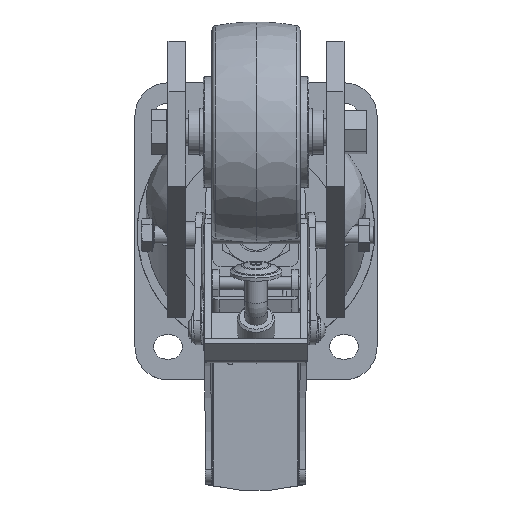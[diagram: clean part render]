
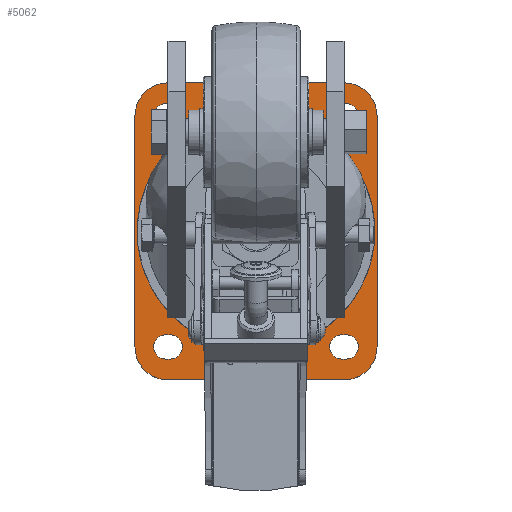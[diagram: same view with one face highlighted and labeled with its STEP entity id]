
A CAD part, top view. The second image highlights one B-rep face of the part: STEP entity #5062.
In plain terms, the highlighted planar face has unit normal (0, 0, 1).
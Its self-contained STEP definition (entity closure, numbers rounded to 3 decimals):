
#2574=LINE('',#34745,#3780);
#2575=LINE('',#34750,#3781);
#2576=LINE('',#34753,#3782);
#2577=LINE('',#34758,#3783);
#2578=LINE('',#34761,#3784);
#2579=LINE('',#34766,#3785);
#2580=LINE('',#34769,#3786);
#2581=LINE('',#34774,#3787);
#2582=LINE('',#34777,#3788);
#2583=LINE('',#34782,#3789);
#2584=LINE('',#34786,#3790);
#2585=LINE('',#34790,#3791);
#3780=VECTOR('',#22737,1.);
#3781=VECTOR('',#22740,1.);
#3782=VECTOR('',#22743,1.);
#3783=VECTOR('',#22746,1.);
#3784=VECTOR('',#22749,1.);
#3785=VECTOR('',#22752,1.);
#3786=VECTOR('',#22755,1.);
#3787=VECTOR('',#22758,1.);
#3788=VECTOR('',#22761,1.);
#3789=VECTOR('',#22764,1.);
#3790=VECTOR('',#22767,1.);
#3791=VECTOR('',#22770,1.);
#5062=ADVANCED_FACE('',(#6974,#6975,#6976,#6977,#6978,#6513),#5640,.T.);
#5640=PLANE('',#19149);
#6513=FACE_OUTER_BOUND('',#8233,.T.);
#6974=FACE_BOUND('',#8228,.T.);
#6975=FACE_BOUND('',#8229,.T.);
#6976=FACE_BOUND('',#8230,.T.);
#6977=FACE_BOUND('',#8231,.T.);
#6978=FACE_BOUND('',#8232,.T.);
#8228=EDGE_LOOP('',(#12950));
#8229=EDGE_LOOP('',(#12951,#12952,#12953,#12954));
#8230=EDGE_LOOP('',(#12955,#12956,#12957,#12958));
#8231=EDGE_LOOP('',(#12959,#12960,#12961,#12962));
#8232=EDGE_LOOP('',(#12963,#12964,#12965,#12966));
#8233=EDGE_LOOP('',(#12967,#12968,#12969,#12970,#12971,#12972,#12973,#12974));
#12950=ORIENTED_EDGE('',*,*,#17364,.F.);
#12951=ORIENTED_EDGE('',*,*,#17365,.T.);
#12952=ORIENTED_EDGE('',*,*,#17366,.F.);
#12953=ORIENTED_EDGE('',*,*,#17367,.F.);
#12954=ORIENTED_EDGE('',*,*,#17368,.F.);
#12955=ORIENTED_EDGE('',*,*,#17369,.T.);
#12956=ORIENTED_EDGE('',*,*,#17370,.F.);
#12957=ORIENTED_EDGE('',*,*,#17371,.F.);
#12958=ORIENTED_EDGE('',*,*,#17372,.F.);
#12959=ORIENTED_EDGE('',*,*,#17373,.T.);
#12960=ORIENTED_EDGE('',*,*,#17374,.F.);
#12961=ORIENTED_EDGE('',*,*,#17375,.F.);
#12962=ORIENTED_EDGE('',*,*,#17376,.F.);
#12963=ORIENTED_EDGE('',*,*,#17377,.T.);
#12964=ORIENTED_EDGE('',*,*,#17378,.F.);
#12965=ORIENTED_EDGE('',*,*,#17379,.F.);
#12966=ORIENTED_EDGE('',*,*,#17380,.F.);
#12967=ORIENTED_EDGE('',*,*,#17381,.F.);
#12968=ORIENTED_EDGE('',*,*,#17382,.T.);
#12969=ORIENTED_EDGE('',*,*,#17383,.F.);
#12970=ORIENTED_EDGE('',*,*,#17384,.T.);
#12971=ORIENTED_EDGE('',*,*,#17385,.F.);
#12972=ORIENTED_EDGE('',*,*,#17386,.T.);
#12973=ORIENTED_EDGE('',*,*,#17387,.F.);
#12974=ORIENTED_EDGE('',*,*,#17388,.T.);
#14931=VERTEX_POINT('',#34744);
#14932=VERTEX_POINT('',#34746);
#14933=VERTEX_POINT('',#34747);
#14934=VERTEX_POINT('',#34749);
#14935=VERTEX_POINT('',#34751);
#14936=VERTEX_POINT('',#34754);
#14937=VERTEX_POINT('',#34755);
#14938=VERTEX_POINT('',#34757);
#14939=VERTEX_POINT('',#34759);
#14940=VERTEX_POINT('',#34762);
#14941=VERTEX_POINT('',#34763);
#14942=VERTEX_POINT('',#34765);
#14943=VERTEX_POINT('',#34767);
#14944=VERTEX_POINT('',#34770);
#14945=VERTEX_POINT('',#34771);
#14946=VERTEX_POINT('',#34773);
#14947=VERTEX_POINT('',#34775);
#14948=VERTEX_POINT('',#34778);
#14949=VERTEX_POINT('',#34779);
#14950=VERTEX_POINT('',#34781);
#14951=VERTEX_POINT('',#34783);
#14952=VERTEX_POINT('',#34785);
#14953=VERTEX_POINT('',#34787);
#14954=VERTEX_POINT('',#34789);
#14955=VERTEX_POINT('',#34791);
#17364=EDGE_CURVE('',#14931,#14931,#17898,.T.);
#17365=EDGE_CURVE('',#14932,#14933,#2574,.T.);
#17366=EDGE_CURVE('',#14934,#14933,#17899,.T.);
#17367=EDGE_CURVE('',#14935,#14934,#2575,.T.);
#17368=EDGE_CURVE('',#14932,#14935,#17900,.T.);
#17369=EDGE_CURVE('',#14936,#14937,#2576,.T.);
#17370=EDGE_CURVE('',#14938,#14937,#17901,.T.);
#17371=EDGE_CURVE('',#14939,#14938,#2577,.T.);
#17372=EDGE_CURVE('',#14936,#14939,#17902,.T.);
#17373=EDGE_CURVE('',#14940,#14941,#2578,.T.);
#17374=EDGE_CURVE('',#14942,#14941,#17903,.T.);
#17375=EDGE_CURVE('',#14943,#14942,#2579,.T.);
#17376=EDGE_CURVE('',#14940,#14943,#17904,.T.);
#17377=EDGE_CURVE('',#14944,#14945,#2580,.T.);
#17378=EDGE_CURVE('',#14946,#14945,#17905,.T.);
#17379=EDGE_CURVE('',#14947,#14946,#2581,.T.);
#17380=EDGE_CURVE('',#14944,#14947,#17906,.T.);
#17381=EDGE_CURVE('',#14948,#14949,#2582,.T.);
#17382=EDGE_CURVE('',#14948,#14950,#17907,.T.);
#17383=EDGE_CURVE('',#14951,#14950,#2583,.T.);
#17384=EDGE_CURVE('',#14951,#14952,#17908,.T.);
#17385=EDGE_CURVE('',#14953,#14952,#2584,.T.);
#17386=EDGE_CURVE('',#14953,#14954,#17909,.T.);
#17387=EDGE_CURVE('',#14955,#14954,#2585,.T.);
#17388=EDGE_CURVE('',#14955,#14949,#17910,.T.);
#17898=CIRCLE('',#19136,47.5);
#17899=CIRCLE('',#19137,5.5);
#17900=CIRCLE('',#19138,5.5);
#17901=CIRCLE('',#19139,5.5);
#17902=CIRCLE('',#19140,5.5);
#17903=CIRCLE('',#19141,5.5);
#17904=CIRCLE('',#19142,5.5);
#17905=CIRCLE('',#19143,5.5);
#17906=CIRCLE('',#19144,5.5);
#17907=CIRCLE('',#19145,15.);
#17908=CIRCLE('',#19146,15.);
#17909=CIRCLE('',#19147,15.);
#17910=CIRCLE('',#19148,15.);
#19136=AXIS2_PLACEMENT_3D('',#34743,#22735,#22736);
#19137=AXIS2_PLACEMENT_3D('',#34748,#22738,#22739);
#19138=AXIS2_PLACEMENT_3D('',#34752,#22741,#22742);
#19139=AXIS2_PLACEMENT_3D('',#34756,#22744,#22745);
#19140=AXIS2_PLACEMENT_3D('',#34760,#22747,#22748);
#19141=AXIS2_PLACEMENT_3D('',#34764,#22750,#22751);
#19142=AXIS2_PLACEMENT_3D('',#34768,#22753,#22754);
#19143=AXIS2_PLACEMENT_3D('',#34772,#22756,#22757);
#19144=AXIS2_PLACEMENT_3D('',#34776,#22759,#22760);
#19145=AXIS2_PLACEMENT_3D('',#34780,#22762,#22763);
#19146=AXIS2_PLACEMENT_3D('',#34784,#22765,#22766);
#19147=AXIS2_PLACEMENT_3D('',#34788,#22768,#22769);
#19148=AXIS2_PLACEMENT_3D('',#34792,#22771,#22772);
#19149=AXIS2_PLACEMENT_3D('',#34793,#22773,#22774);
#22735=DIRECTION('',(0.,0.,1.));
#22736=DIRECTION('',(0.,1.,0.));
#22737=DIRECTION('',(-1.,0.,0.));
#22738=DIRECTION('',(0.,0.,1.));
#22739=DIRECTION('',(0.,1.,0.));
#22740=DIRECTION('',(-1.,0.,0.));
#22741=DIRECTION('',(0.,0.,1.));
#22742=DIRECTION('',(0.,1.,0.));
#22743=DIRECTION('',(-1.,0.,0.));
#22744=DIRECTION('',(0.,0.,1.));
#22745=DIRECTION('',(0.,1.,0.));
#22746=DIRECTION('',(-1.,0.,0.));
#22747=DIRECTION('',(0.,0.,1.));
#22748=DIRECTION('',(0.,1.,0.));
#22749=DIRECTION('',(-1.,0.,0.));
#22750=DIRECTION('',(0.,0.,1.));
#22751=DIRECTION('',(0.,1.,0.));
#22752=DIRECTION('',(-1.,0.,0.));
#22753=DIRECTION('',(0.,0.,1.));
#22754=DIRECTION('',(0.,1.,0.));
#22755=DIRECTION('',(-1.,0.,0.));
#22756=DIRECTION('',(0.,0.,1.));
#22757=DIRECTION('',(0.,1.,0.));
#22758=DIRECTION('',(-1.,0.,0.));
#22759=DIRECTION('',(0.,0.,1.));
#22760=DIRECTION('',(0.,1.,0.));
#22761=DIRECTION('',(-1.,0.,0.));
#22762=DIRECTION('',(0.,0.,1.));
#22763=DIRECTION('',(0.,1.,0.));
#22764=DIRECTION('',(0.,-1.,0.));
#22765=DIRECTION('',(0.,0.,1.));
#22766=DIRECTION('',(0.,1.,0.));
#22767=DIRECTION('',(1.,0.,0.));
#22768=DIRECTION('',(0.,0.,1.));
#22769=DIRECTION('',(0.,1.,0.));
#22770=DIRECTION('',(0.,1.,0.));
#22771=DIRECTION('',(0.,0.,1.));
#22772=DIRECTION('',(0.,1.,0.));
#22773=DIRECTION('',(0.,0.,1.));
#22774=DIRECTION('',(0.,1.,0.));
#34743=CARTESIAN_POINT('',(0.,-45.,-91.5));
#34744=CARTESIAN_POINT('',(0.,2.5,-91.5));
#34745=CARTESIAN_POINT('',(40.,-103.,-91.5));
#34746=CARTESIAN_POINT('',(41.,-103.,-91.5));
#34747=CARTESIAN_POINT('',(39.,-103.,-91.5));
#34748=CARTESIAN_POINT('',(39.,-97.5,-91.5));
#34749=CARTESIAN_POINT('',(39.,-92.,-91.5));
#34750=CARTESIAN_POINT('',(40.,-92.,-91.5));
#34751=CARTESIAN_POINT('',(41.,-92.,-91.5));
#34752=CARTESIAN_POINT('',(41.,-97.5,-91.5));
#34753=CARTESIAN_POINT('',(-40.,-103.,-91.5));
#34754=CARTESIAN_POINT('',(-39.,-103.,-91.5));
#34755=CARTESIAN_POINT('',(-41.,-103.,-91.5));
#34756=CARTESIAN_POINT('',(-41.,-97.5,-91.5));
#34757=CARTESIAN_POINT('',(-41.,-92.,-91.5));
#34758=CARTESIAN_POINT('',(-40.,-92.,-91.5));
#34759=CARTESIAN_POINT('',(-39.,-92.,-91.5));
#34760=CARTESIAN_POINT('',(-39.,-97.5,-91.5));
#34761=CARTESIAN_POINT('',(40.,2.,-91.5));
#34762=CARTESIAN_POINT('',(41.,2.,-91.5));
#34763=CARTESIAN_POINT('',(39.,2.,-91.5));
#34764=CARTESIAN_POINT('',(39.,7.5,-91.5));
#34765=CARTESIAN_POINT('',(39.,13.,-91.5));
#34766=CARTESIAN_POINT('',(40.,13.,-91.5));
#34767=CARTESIAN_POINT('',(41.,13.,-91.5));
#34768=CARTESIAN_POINT('',(41.,7.5,-91.5));
#34769=CARTESIAN_POINT('',(-40.,2.,-91.5));
#34770=CARTESIAN_POINT('',(-39.,2.,-91.5));
#34771=CARTESIAN_POINT('',(-41.,2.,-91.5));
#34772=CARTESIAN_POINT('',(-41.,7.5,-91.5));
#34773=CARTESIAN_POINT('',(-41.,13.,-91.5));
#34774=CARTESIAN_POINT('',(-40.,13.,-91.5));
#34775=CARTESIAN_POINT('',(-39.,13.,-91.5));
#34776=CARTESIAN_POINT('',(-39.,7.5,-91.5));
#34777=CARTESIAN_POINT('',(0.,-112.5,-91.5));
#34778=CARTESIAN_POINT('',(40.,-112.5,-91.5));
#34779=CARTESIAN_POINT('',(-40.,-112.5,-91.5));
#34780=CARTESIAN_POINT('',(40.,-97.5,-91.5));
#34781=CARTESIAN_POINT('',(55.,-97.5,-91.5));
#34782=CARTESIAN_POINT('',(55.,-45.,-91.5));
#34783=CARTESIAN_POINT('',(55.,7.5,-91.5));
#34784=CARTESIAN_POINT('',(40.,7.5,-91.5));
#34785=CARTESIAN_POINT('',(40.,22.5,-91.5));
#34786=CARTESIAN_POINT('',(0.,22.5,-91.5));
#34787=CARTESIAN_POINT('',(-40.,22.5,-91.5));
#34788=CARTESIAN_POINT('',(-40.,7.5,-91.5));
#34789=CARTESIAN_POINT('',(-55.,7.5,-91.5));
#34790=CARTESIAN_POINT('',(-55.,-45.,-91.5));
#34791=CARTESIAN_POINT('',(-55.,-97.5,-91.5));
#34792=CARTESIAN_POINT('',(-40.,-97.5,-91.5));
#34793=CARTESIAN_POINT('',(0.,-45.,-91.5));
